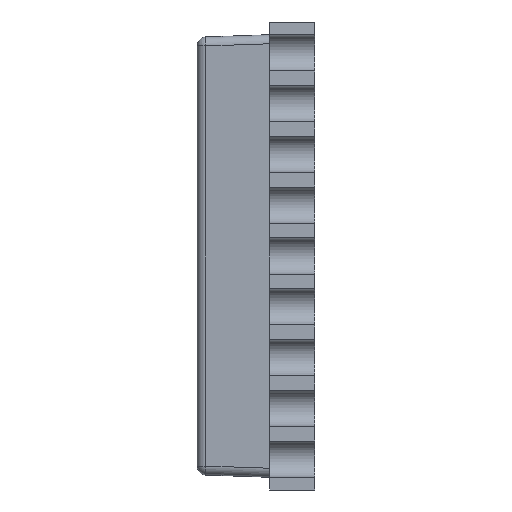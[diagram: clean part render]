
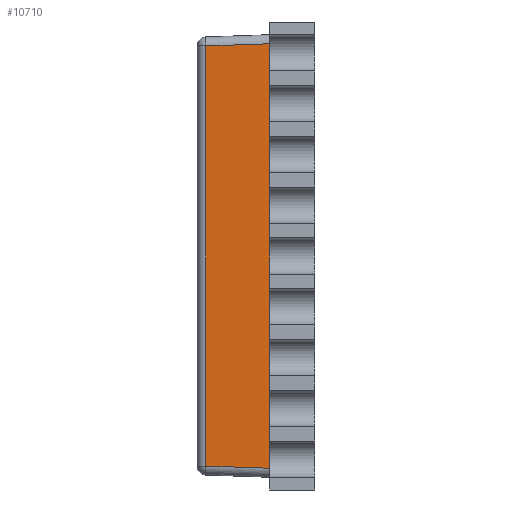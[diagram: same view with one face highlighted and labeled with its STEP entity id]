
A CAD part, left-side view. The second image highlights one B-rep face of the part: STEP entity #10710.
In plain terms, the highlighted planar face has unit normal (-0.999, 0.035, 0).
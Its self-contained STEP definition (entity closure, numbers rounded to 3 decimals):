
#1012=PLANE('',#11178);
#1587=FACE_OUTER_BOUND('',#2184,.T.);
#2184=EDGE_LOOP('',(#10023,#10024,#10025,#10026));
#3226=LINE('',#19747,#4295);
#3229=LINE('',#19760,#4298);
#3231=LINE('',#19764,#4300);
#3235=LINE('',#19772,#4304);
#4295=VECTOR('',#13035,10.);
#4298=VECTOR('',#13050,10.);
#4300=VECTOR('',#13056,10.);
#4304=VECTOR('',#13068,10.);
#5409=VERTEX_POINT('',#19740);
#5411=VERTEX_POINT('',#19745);
#5412=VERTEX_POINT('',#19750);
#5414=VERTEX_POINT('',#19756);
#6944=EDGE_CURVE('',#5411,#5409,#3226,.T.);
#6951=EDGE_CURVE('',#5412,#5414,#3229,.T.);
#6953=EDGE_CURVE('',#5409,#5412,#3231,.T.);
#6957=EDGE_CURVE('',#5414,#5411,#3235,.T.);
#10023=ORIENTED_EDGE('',*,*,#6944,.F.);
#10024=ORIENTED_EDGE('',*,*,#6957,.F.);
#10025=ORIENTED_EDGE('',*,*,#6951,.F.);
#10026=ORIENTED_EDGE('',*,*,#6953,.F.);
#10710=ADVANCED_FACE('',(#1587),#1012,.T.);
#11178=AXIS2_PLACEMENT_3D('',#19775,#13072,#13073);
#13035=DIRECTION('',(0.035,0.999,0.035));
#13050=DIRECTION('',(-0.035,-0.999,0.035));
#13056=DIRECTION('',(0.,0.,1.));
#13068=DIRECTION('',(0.,0.,-1.));
#13072=DIRECTION('center_axis',(-0.999,0.035,0.));
#13073=DIRECTION('ref_axis',(0.,0.,1.));
#19740=CARTESIAN_POINT('',(-4.046,2.407,-4.621));
#19745=CARTESIAN_POINT('',(-4.095,1.,-4.67));
#19747=CARTESIAN_POINT('',(-4.089,1.163,-4.664));
#19750=CARTESIAN_POINT('',(-4.046,2.407,4.641));
#19756=CARTESIAN_POINT('',(-4.095,1.,4.69));
#19760=CARTESIAN_POINT('',(-4.09,1.136,4.685));
#19764=CARTESIAN_POINT('',(-4.046,2.407,2.45));
#19772=CARTESIAN_POINT('',(-4.095,1.,4.89));
#19775=CARTESIAN_POINT('Origin',(-4.095,1.,4.89));
